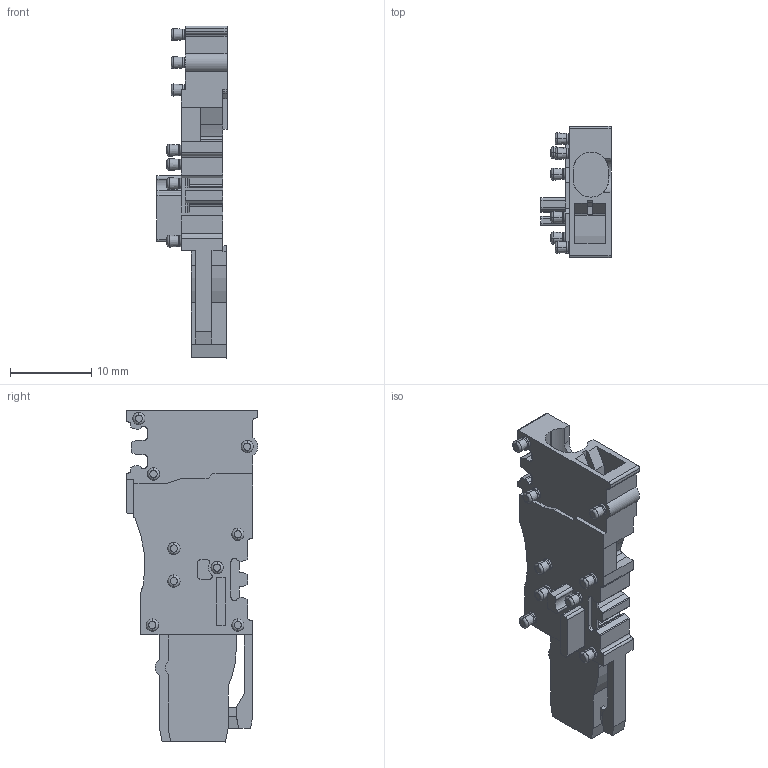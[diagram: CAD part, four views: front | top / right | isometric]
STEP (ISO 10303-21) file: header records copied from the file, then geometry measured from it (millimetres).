
FILE_DESCRIPTION(('CATIA V5R22 STEP214','CAx-IF Rec.Pracs.--- Model Styling and Organization---1.4--- 2014-01-23'),'2;1');
FILE_NAME ('024875-2_0', '2021-06-07T09:31:05+00:00', ('Weidmueller Interface'), ('Weidmueller'), 'CATIA Version 5-6 Release 2016 SP3 HF44', 'CATIA V5 STEP AP214', 'none');
FILE_SCHEMA(('AUTOMOTIVE_DESIGN { 1 0 10303 214 1 1 1 1 }'));
Length unit declared in the file: millimetre
Products named in the file (1): 1875220000
Bounding box: 8.6 x 16.15 x 40.75 mm (x, y, z)
Volume: 2034.1 mm3; surface area: 2201.7 mm2
Topology: 1 solids, 1 shells, 406 faces, 1093 edges, 710 vertices
Faces by surface type: plane 207, cylinder 127, cone 36, torus 36
Entity records: 12516 total; most frequent: CARTESIAN_POINT 2386, ORIENTED_EDGE 2186, DIRECTION 1878, EDGE_CURVE 1093, AXIS2_PLACEMENT_3D 765, VERTEX_POINT 710, VECTOR 708, LINE 708
